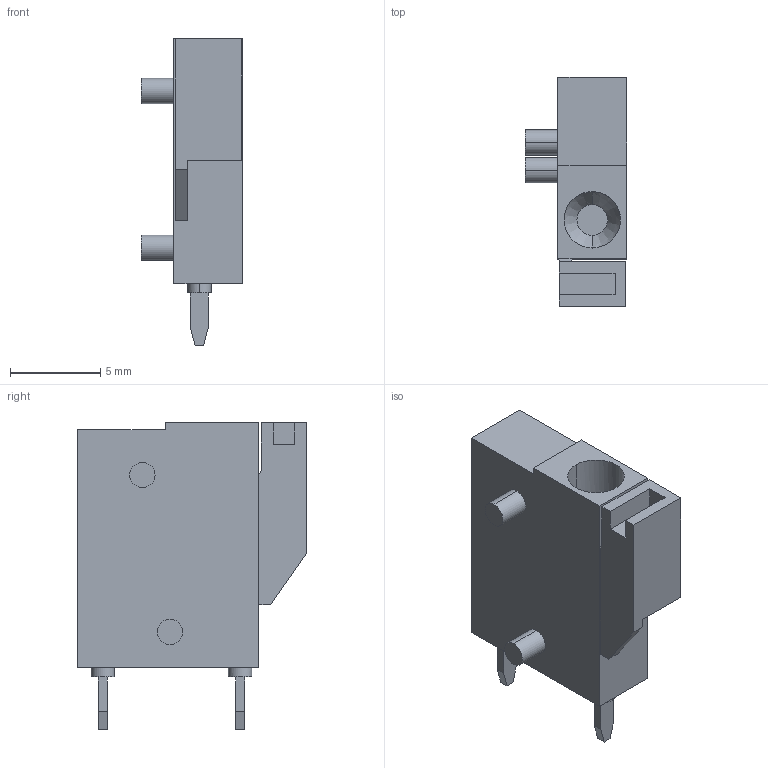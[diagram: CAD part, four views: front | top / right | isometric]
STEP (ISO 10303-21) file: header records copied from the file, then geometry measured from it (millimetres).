
FILE_DESCRIPTION((''),'2;1');
FILE_NAME('PHOENIX_1789647.stp','2015-11-30T19:42:01',(''),(''),'Mechanical Desktop 2011','Mechanical Desktop 2011',', , ');
FILE_SCHEMA(('AUTOMOTIVE_DESIGN { 1 2 10303 214 1 1 1 1 }'));
Length unit declared in the file: millimetre
Products named in the file (1): Product
Bounding box: 5.61 x 12.7 x 17 mm (x, y, z)
Volume: 537.3 mm3; surface area: 670.2 mm2
Topology: 5 solids, 5 shells, 70 faces, 156 edges, 103 vertices
Faces by surface type: plane 48, cylinder 19, cone 2, bspline 1
Entity records: 2040 total; most frequent: CARTESIAN_POINT 381, DIRECTION 331, ORIENTED_EDGE 312, EDGE_CURVE 156, VECTOR 117, LINE 117, AXIS2_PLACEMENT_3D 107, VERTEX_POINT 103
